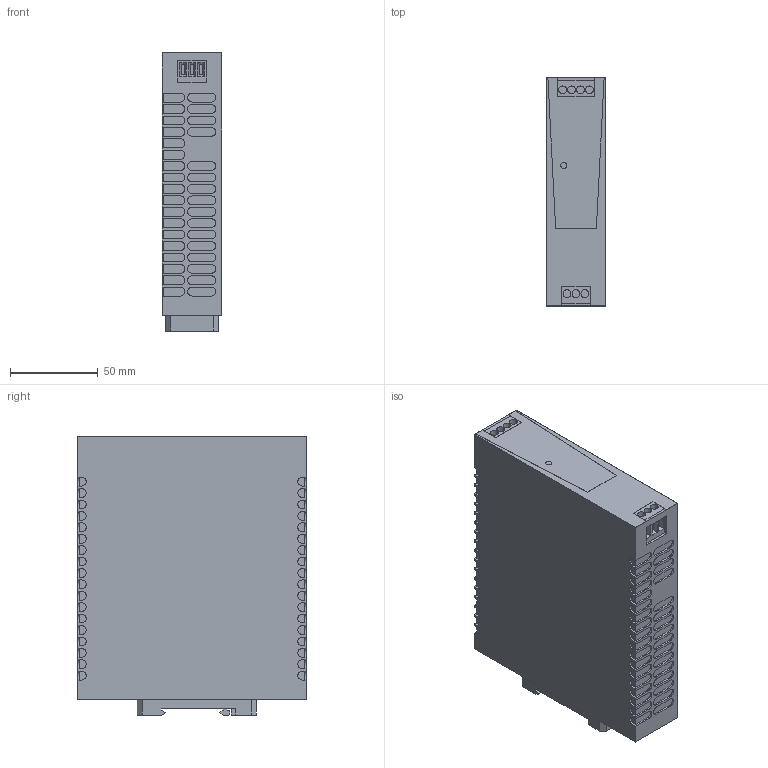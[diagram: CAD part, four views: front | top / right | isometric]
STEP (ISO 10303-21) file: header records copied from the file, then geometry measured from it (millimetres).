
FILE_DESCRIPTION(('CATIA V5 STEP Exchange','CAx-IF Rec.Pracs.--- Model Styling and Organization---1.4--- 2014-01-23'),'2;1');
FILE_NAME ('D1383900_1_1222240000_S3D_CP_M_CAP_PF.stp','2019-07-17T14:00:25+00:00',('none'),('Weidmueller'),'CATIA Version 5-6 Release 2016 SP3 HF44','CATIA V5 STEP AP214','none');
FILE_SCHEMA(('AUTOMOTIVE_DESIGN { 1 0 10303 214 1 1 1 1 }'));
Length unit declared in the file: millimetre
Products named in the file (1): 1222240000
Bounding box: 34 x 130 x 158.7 mm (x, y, z)
Volume: 668672.5 mm3; surface area: 78552.7 mm2
Topology: 7 solids, 7 shells, 525 faces, 1464 edges, 1000 vertices
Faces by surface type: plane 369, cylinder 156
Entity records: 15958 total; most frequent: ORIENTED_EDGE 2928, CARTESIAN_POINT 2758, DIRECTION 2032, EDGE_CURVE 1464, VECTOR 1146, LINE 1146, VERTEX_POINT 1000, AXIS2_PLACEMENT_3D 600
